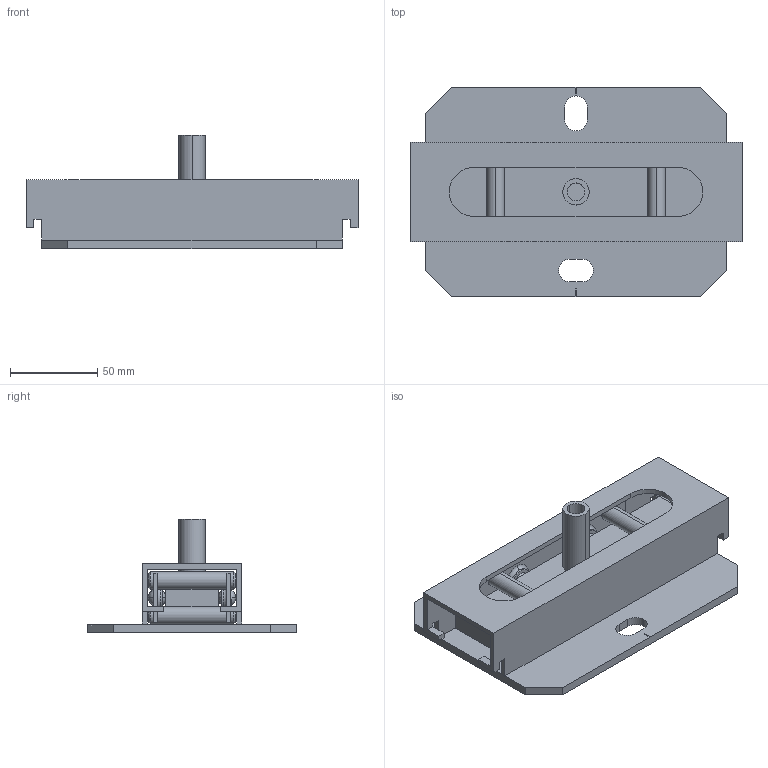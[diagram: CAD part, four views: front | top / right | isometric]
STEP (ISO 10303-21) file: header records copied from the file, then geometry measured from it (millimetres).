
FILE_DESCRIPTION (( 'STEP AP214' ), '1' );
FILE_NAME ('R954-156.STEP', '2024-07-04T09:03:45', ( '' ), ( '' ), 'SwSTEP 2.0', 'SolidWorks 2024', '' );
FILE_SCHEMA (( 'AUTOMOTIVE_DESIGN' ));
Length unit declared in the file: millimetre
Products named in the file (1): R954-156
Bounding box: 190 x 120 x 65 mm (x, y, z)
Surface area: 125666.9 mm2 (no closed solid volume)
Topology: 0 solids, 16 shells, 252 faces, 626 edges, 400 vertices
Faces by surface type: plane 124, cylinder 56, sphere 32, cone 24, torus 16
Entity records: 9640 total; most frequent: CARTESIAN_POINT 3611, DIRECTION 1208, ORIENTED_EDGE 1196, EDGE_CURVE 606, AXIS2_PLACEMENT_3D 413, VERTEX_POINT 388, LINE 382, VECTOR 382
